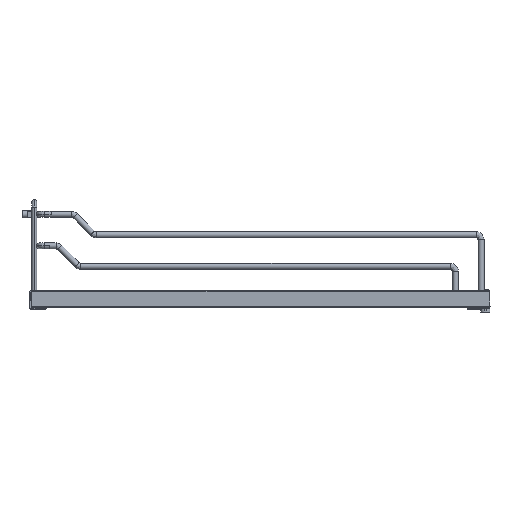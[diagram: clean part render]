
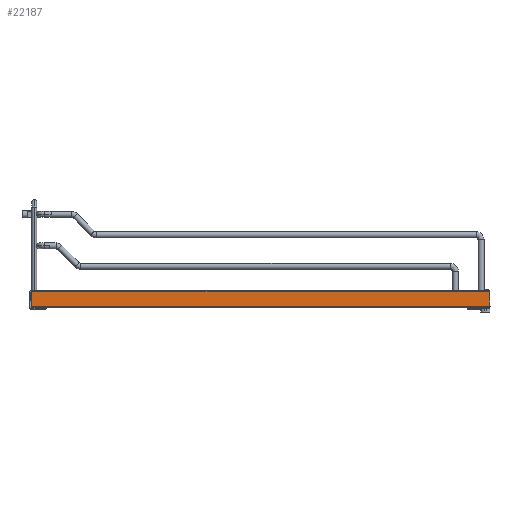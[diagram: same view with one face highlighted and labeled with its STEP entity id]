
A CAD part, left-side view. The second image highlights one B-rep face of the part: STEP entity #22187.
In plain terms, the highlighted planar face has unit normal (-1, 0, 0).
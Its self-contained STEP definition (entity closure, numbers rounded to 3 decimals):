
#1709=LINE('',#72630,#3642);
#1775=LINE('',#73218,#3708);
#1794=LINE('',#73259,#3727);
#1849=LINE('',#73470,#3782);
#1851=LINE('',#73477,#3784);
#1854=LINE('',#73485,#3787);
#1856=LINE('',#73489,#3789);
#1859=LINE('',#73584,#3792);
#1863=LINE('',#73657,#3796);
#1864=LINE('',#73660,#3797);
#1866=LINE('',#73663,#3799);
#1876=LINE('',#73689,#3809);
#1893=LINE('',#73822,#3826);
#1894=LINE('',#73824,#3827);
#1895=LINE('',#73826,#3828);
#1896=LINE('',#73830,#3829);
#1897=LINE('',#73834,#3830);
#1898=LINE('',#73835,#3831);
#3642=VECTOR('',#28282,1.);
#3708=VECTOR('',#28400,1.);
#3727=VECTOR('',#28433,1.);
#3782=VECTOR('',#28568,1.);
#3784=VECTOR('',#28576,1.);
#3787=VECTOR('',#28585,1.);
#3789=VECTOR('',#28589,1.);
#3792=VECTOR('',#28594,1.);
#3796=VECTOR('',#28600,1.);
#3797=VECTOR('',#28603,1.);
#3799=VECTOR('',#28607,1.);
#3809=VECTOR('',#28637,1.);
#3826=VECTOR('',#28678,1.);
#3827=VECTOR('',#28679,1.);
#3828=VECTOR('',#28680,1.);
#3829=VECTOR('',#28683,1.);
#3830=VECTOR('',#28686,1.);
#3831=VECTOR('',#28687,1.);
#5768=FACE_OUTER_BOUND('',#7047,.T.);
#7047=EDGE_LOOP('',(#17629,#17630,#17631,#17632,#17633,#17634,#17635,#17636,
#17637,#17638,#17639,#17640,#17641,#17642,#17643,#17644,#17645,#17646,#17647,
#17648,#17649,#17650));
#8169=CIRCLE('',#24013,0.5);
#8170=CIRCLE('',#24016,0.5);
#8177=CIRCLE('',#24045,0.5);
#8178=CIRCLE('',#24046,0.5);
#9507=VERTEX_POINT('',#72626);
#9509=VERTEX_POINT('',#72629);
#9523=VERTEX_POINT('',#72718);
#9557=VERTEX_POINT('',#73065);
#9573=VERTEX_POINT('',#73217);
#9610=VERTEX_POINT('',#73435);
#9615=VERTEX_POINT('',#73468);
#9616=VERTEX_POINT('',#73472);
#9617=VERTEX_POINT('',#73476);
#9618=VERTEX_POINT('',#73480);
#9619=VERTEX_POINT('',#73484);
#9620=VERTEX_POINT('',#73488);
#9622=VERTEX_POINT('',#73583);
#9624=VERTEX_POINT('',#73655);
#9625=VERTEX_POINT('',#73659);
#9644=VERTEX_POINT('',#73821);
#9645=VERTEX_POINT('',#73823);
#9646=VERTEX_POINT('',#73825);
#9647=VERTEX_POINT('',#73827);
#9648=VERTEX_POINT('',#73829);
#9649=VERTEX_POINT('',#73831);
#9650=VERTEX_POINT('',#73833);
#12129=EDGE_CURVE('',#9509,#9507,#1709,.T.);
#12218=EDGE_CURVE('',#9573,#9509,#1775,.T.);
#12239=EDGE_CURVE('',#9523,#9557,#1794,.T.);
#12304=EDGE_CURVE('',#9610,#9615,#1849,.T.);
#12305=EDGE_CURVE('',#9615,#9616,#8169,.T.);
#12307=EDGE_CURVE('',#9616,#9617,#1851,.T.);
#12309=EDGE_CURVE('',#9617,#9618,#8170,.T.);
#12311=EDGE_CURVE('',#9618,#9619,#1854,.T.);
#12313=EDGE_CURVE('',#9619,#9620,#1856,.T.);
#12317=EDGE_CURVE('',#9620,#9622,#1859,.T.);
#12322=EDGE_CURVE('',#9622,#9624,#1863,.T.);
#12323=EDGE_CURVE('',#9624,#9625,#1864,.T.);
#12325=EDGE_CURVE('',#9625,#9523,#1866,.T.);
#12338=EDGE_CURVE('',#9557,#9573,#1876,.T.);
#12361=EDGE_CURVE('',#9507,#9644,#1893,.T.);
#12362=EDGE_CURVE('',#9644,#9645,#1894,.T.);
#12363=EDGE_CURVE('',#9645,#9646,#1895,.T.);
#12364=EDGE_CURVE('',#9646,#9647,#8177,.T.);
#12365=EDGE_CURVE('',#9647,#9648,#1896,.T.);
#12366=EDGE_CURVE('',#9648,#9649,#8178,.T.);
#12367=EDGE_CURVE('',#9649,#9650,#1897,.T.);
#12368=EDGE_CURVE('',#9610,#9650,#1898,.T.);
#17629=ORIENTED_EDGE('',*,*,#12325,.T.);
#17630=ORIENTED_EDGE('',*,*,#12239,.T.);
#17631=ORIENTED_EDGE('',*,*,#12338,.T.);
#17632=ORIENTED_EDGE('',*,*,#12218,.T.);
#17633=ORIENTED_EDGE('',*,*,#12129,.T.);
#17634=ORIENTED_EDGE('',*,*,#12361,.T.);
#17635=ORIENTED_EDGE('',*,*,#12362,.T.);
#17636=ORIENTED_EDGE('',*,*,#12363,.T.);
#17637=ORIENTED_EDGE('',*,*,#12364,.T.);
#17638=ORIENTED_EDGE('',*,*,#12365,.T.);
#17639=ORIENTED_EDGE('',*,*,#12366,.T.);
#17640=ORIENTED_EDGE('',*,*,#12367,.T.);
#17641=ORIENTED_EDGE('',*,*,#12368,.F.);
#17642=ORIENTED_EDGE('',*,*,#12304,.T.);
#17643=ORIENTED_EDGE('',*,*,#12305,.T.);
#17644=ORIENTED_EDGE('',*,*,#12307,.T.);
#17645=ORIENTED_EDGE('',*,*,#12309,.T.);
#17646=ORIENTED_EDGE('',*,*,#12311,.T.);
#17647=ORIENTED_EDGE('',*,*,#12313,.T.);
#17648=ORIENTED_EDGE('',*,*,#12317,.T.);
#17649=ORIENTED_EDGE('',*,*,#12322,.T.);
#17650=ORIENTED_EDGE('',*,*,#12323,.T.);
#19763=PLANE('',#24044);
#22187=ADVANCED_FACE('',(#5768),#19763,.F.);
#24013=AXIS2_PLACEMENT_3D('',#73473,#28571,#28572);
#24016=AXIS2_PLACEMENT_3D('',#73481,#28580,#28581);
#24044=AXIS2_PLACEMENT_3D('',#73820,#28676,#28677);
#24045=AXIS2_PLACEMENT_3D('',#73828,#28681,#28682);
#24046=AXIS2_PLACEMENT_3D('',#73832,#28684,#28685);
#28282=DIRECTION('',(0.,0.257,-0.966));
#28400=DIRECTION('',(0.,0.13,-0.991));
#28433=DIRECTION('',(0.,1.,0.));
#28568=DIRECTION('',(0.,-0.707,0.707));
#28571=DIRECTION('center_axis',(1.,0.,0.));
#28572=DIRECTION('ref_axis',(0.,0.707,0.707));
#28576=DIRECTION('',(0.,-1.,0.));
#28580=DIRECTION('center_axis',(-1.,0.,0.));
#28581=DIRECTION('ref_axis',(0.,0.,-1.));
#28585=DIRECTION('',(0.,-0.174,0.985));
#28589=DIRECTION('',(0.,-0.278,0.96));
#28594=DIRECTION('',(0.,0.,1.));
#28600=DIRECTION('',(0.,0.257,0.966));
#28603=DIRECTION('',(0.,0.13,0.991));
#28607=DIRECTION('',(0.,0.133,0.991));
#28637=DIRECTION('',(0.,0.133,-0.991));
#28676=DIRECTION('center_axis',(1.,0.,0.));
#28677=DIRECTION('ref_axis',(0.,0.,1.));
#28678=DIRECTION('',(0.,0.,-1.));
#28679=DIRECTION('',(0.,-0.278,-0.96));
#28680=DIRECTION('',(0.,-0.174,-0.985));
#28681=DIRECTION('center_axis',(-1.,0.,0.));
#28682=DIRECTION('ref_axis',(0.,0.985,-0.174));
#28683=DIRECTION('',(0.,-1.,0.));
#28684=DIRECTION('center_axis',(1.,0.,0.));
#28685=DIRECTION('ref_axis',(0.,0.,1.));
#28686=DIRECTION('',(0.,-0.707,-0.707));
#28687=DIRECTION('',(0.,1.,0.));
#72626=CARTESIAN_POINT('',(-124.994,459.74,113.5));
#72629=CARTESIAN_POINT('',(-124.994,459.73,113.537));
#72630=CARTESIAN_POINT('',(-124.994,459.73,113.537));
#72718=CARTESIAN_POINT('',(-124.994,10.302,113.778));
#73065=CARTESIAN_POINT('',(-124.994,459.698,113.778));
#73217=CARTESIAN_POINT('',(-124.994,459.7,113.768));
#73218=CARTESIAN_POINT('',(-124.994,459.7,113.768));
#73259=CARTESIAN_POINT('',(-124.994,10.302,113.778));
#73435=CARTESIAN_POINT('',(-124.994,11.821,98.604));
#73468=CARTESIAN_POINT('',(-124.994,11.725,98.7));
#73470=CARTESIAN_POINT('',(-124.994,11.821,98.604));
#73472=CARTESIAN_POINT('',(-124.994,11.371,98.847));
#73473=CARTESIAN_POINT('Origin',(-124.994,11.371,98.347));
#73476=CARTESIAN_POINT('',(-124.994,10.772,98.847));
#73477=CARTESIAN_POINT('',(-124.994,11.371,98.847));
#73480=CARTESIAN_POINT('',(-124.994,10.28,99.26));
#73481=CARTESIAN_POINT('Origin',(-124.994,10.772,99.347));
#73484=CARTESIAN_POINT('',(-124.994,10.269,99.323));
#73485=CARTESIAN_POINT('',(-124.994,10.28,99.26));
#73488=CARTESIAN_POINT('',(-124.994,10.26,99.354));
#73489=CARTESIAN_POINT('',(-124.994,10.269,99.323));
#73583=CARTESIAN_POINT('',(-124.994,10.26,113.5));
#73584=CARTESIAN_POINT('',(-124.994,10.26,99.354));
#73655=CARTESIAN_POINT('',(-124.994,10.27,113.537));
#73657=CARTESIAN_POINT('',(-124.994,10.26,113.5));
#73659=CARTESIAN_POINT('',(-124.994,10.3,113.768));
#73660=CARTESIAN_POINT('',(-124.994,10.27,113.537));
#73663=CARTESIAN_POINT('',(-124.994,10.3,113.768));
#73689=CARTESIAN_POINT('',(-124.994,459.698,113.778));
#73820=CARTESIAN_POINT('Origin',(-124.994,459.749,98.604));
#73821=CARTESIAN_POINT('',(-124.994,459.74,99.354));
#73822=CARTESIAN_POINT('',(-124.994,459.74,113.5));
#73823=CARTESIAN_POINT('',(-124.994,459.731,99.323));
#73824=CARTESIAN_POINT('',(-124.994,459.74,99.354));
#73825=CARTESIAN_POINT('',(-124.994,459.72,99.26));
#73826=CARTESIAN_POINT('',(-124.994,459.731,99.323));
#73827=CARTESIAN_POINT('',(-124.994,459.228,98.847));
#73828=CARTESIAN_POINT('Origin',(-124.994,459.228,99.347));
#73829=CARTESIAN_POINT('',(-124.994,458.629,98.847));
#73830=CARTESIAN_POINT('',(-124.994,459.228,98.847));
#73831=CARTESIAN_POINT('',(-124.994,458.275,98.7));
#73832=CARTESIAN_POINT('Origin',(-124.994,458.629,98.347));
#73833=CARTESIAN_POINT('',(-124.994,458.179,98.604));
#73834=CARTESIAN_POINT('',(-124.994,458.275,98.7));
#73835=CARTESIAN_POINT('',(-124.994,11.821,98.604));
